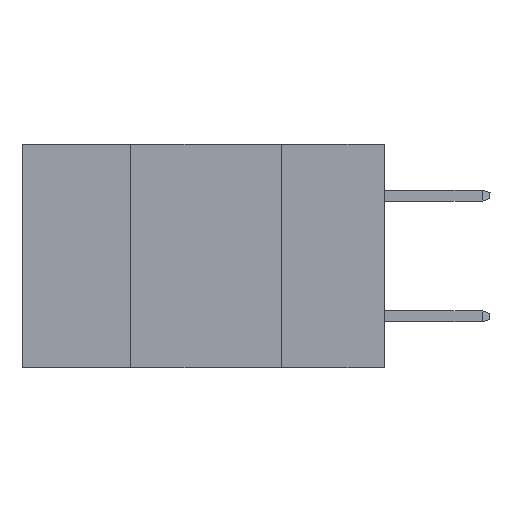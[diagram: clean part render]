
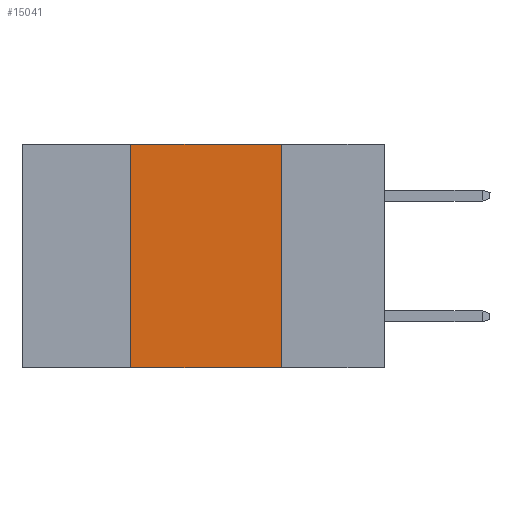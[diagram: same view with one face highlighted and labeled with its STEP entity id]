
A CAD part, left-side view. The second image highlights one B-rep face of the part: STEP entity #15041.
In plain terms, the highlighted planar face has unit normal (-1, 0, 0).
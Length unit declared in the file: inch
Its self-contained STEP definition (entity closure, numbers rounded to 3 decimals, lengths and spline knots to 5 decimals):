
#942 = EDGE_CURVE ( 'NONE', #16406, #2846, #14598, .T. ) ;
#1316 = EDGE_LOOP ( 'NONE', ( #3261, #15390, #11328, #15596 ) ) ;
#1592 = VECTOR ( 'NONE', #4284, 39.37008 ) ;
#2721 = LINE ( 'NONE', #10073, #1592 ) ;
#2728 = VECTOR ( 'NONE', #15998, 39.37008 ) ;
#2846 = VERTEX_POINT ( 'NONE', #13245 ) ;
#3261 = ORIENTED_EDGE ( 'NONE', *, *, #15540, .F. ) ;
#3877 = DIRECTION ( 'NONE',  ( 0., 0., -1. ) ) ;
#4284 = DIRECTION ( 'NONE',  ( 0., -1., 0. ) ) ;
#4636 = EDGE_CURVE ( 'NONE', #2846, #17420, #2721, .T. ) ;
#5169 = CARTESIAN_POINT ( 'NONE',  ( 0., 0.42, 0. ) ) ;
#5542 = PLANE ( 'NONE',  #8480 ) ;
#5901 = FACE_OUTER_BOUND ( 'NONE', #1316, .T. ) ;
#6894 = CARTESIAN_POINT ( 'NONE',  ( 0., 0.17, 0. ) ) ;
#6992 = VECTOR ( 'NONE', #3877, 39.37008 ) ;
#7546 = VECTOR ( 'NONE', #9464, 39.37008 ) ;
#8480 = AXIS2_PLACEMENT_3D ( 'NONE', #15564, #17251, #15630 ) ;
#8912 = LINE ( 'NONE', #18030, #7546 ) ;
#9464 = DIRECTION ( 'NONE',  ( 0., -1., 0. ) ) ;
#10073 = CARTESIAN_POINT ( 'NONE',  ( 0., 0.6, 0. ) ) ;
#11328 = ORIENTED_EDGE ( 'NONE', *, *, #942, .F. ) ;
#12518 = CARTESIAN_POINT ( 'NONE',  ( 0., 0.17, 0. ) ) ;
#13245 = CARTESIAN_POINT ( 'NONE',  ( 0., 0.42, 0. ) ) ;
#14598 = LINE ( 'NONE', #5169, #2728 ) ;
#14921 = CARTESIAN_POINT ( 'NONE',  ( 0., 0.17, -0.37 ) ) ;
#15041 = ADVANCED_FACE ( 'NONE', ( #5901 ), #5542, .F. ) ;
#15329 = VERTEX_POINT ( 'NONE', #14921 ) ;
#15390 = ORIENTED_EDGE ( 'NONE', *, *, #4636, .F. ) ;
#15540 = EDGE_CURVE ( 'NONE', #17420, #15329, #16848, .T. ) ;
#15564 = CARTESIAN_POINT ( 'NONE',  ( 0., 0.6, 0. ) ) ;
#15596 = ORIENTED_EDGE ( 'NONE', *, *, #16113, .T. ) ;
#15630 = DIRECTION ( 'NONE',  ( 0., 0., -1. ) ) ;
#15998 = DIRECTION ( 'NONE',  ( 0., 0., 1. ) ) ;
#16113 = EDGE_CURVE ( 'NONE', #16406, #15329, #8912, .T. ) ;
#16406 = VERTEX_POINT ( 'NONE', #16881 ) ;
#16848 = LINE ( 'NONE', #6894, #6992 ) ;
#16881 = CARTESIAN_POINT ( 'NONE',  ( 0., 0.42, -0.37 ) ) ;
#17251 = DIRECTION ( 'NONE',  ( 1., 0., 0. ) ) ;
#17420 = VERTEX_POINT ( 'NONE', #12518 ) ;
#18030 = CARTESIAN_POINT ( 'NONE',  ( 0., 0.6, -0.37 ) ) ;
